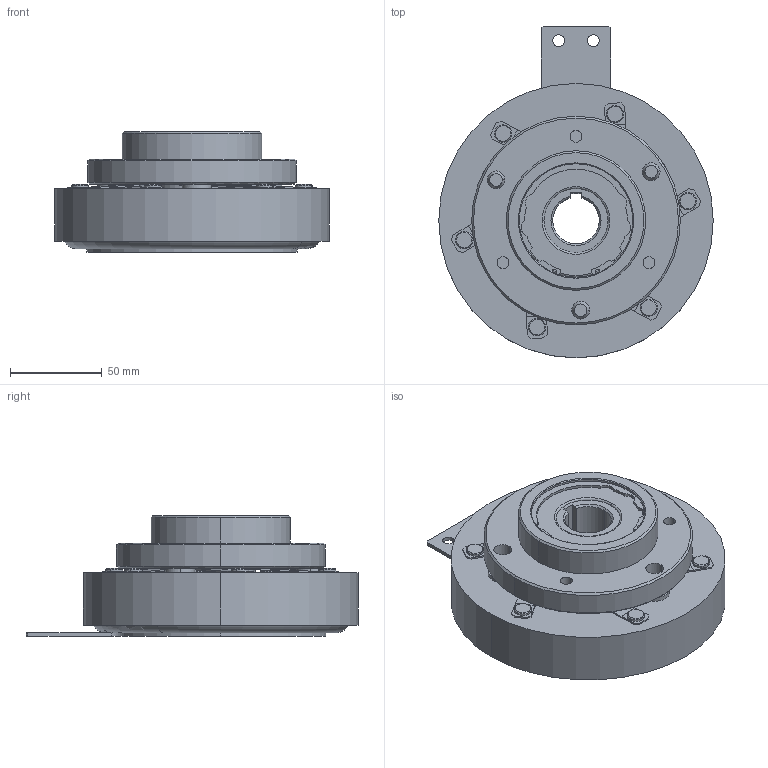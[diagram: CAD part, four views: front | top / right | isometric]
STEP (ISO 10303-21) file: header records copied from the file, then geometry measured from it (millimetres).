
FILE_DESCRIPTION (( 'STEP AP203' ), '1' );
FILE_NAME ('53541100_MGCL.STEP', '2016-07-17T23:12:47', ( '' ), ( '' ), 'SwSTEP 2.0', 'SolidWorks 2014', '' );
FILE_SCHEMA (( 'CONFIG_CONTROL_DESIGN' ));
Length unit declared in the file: millimetre
Products named in the file (1): 53541100_MGCL
Bounding box: 150 x 181.4 x 66 mm (x, y, z)
Volume: 738883.1 mm3; surface area: 113214.1 mm2
Topology: 1 solids, 9 shells, 483 faces, 1203 edges, 753 vertices
Faces by surface type: cylinder 199, plane 177, cone 91, torus 16
Entity records: 14608 total; most frequent: DIRECTION 2715, CARTESIAN_POINT 2550, ORIENTED_EDGE 2358, EDGE_CURVE 1179, AXIS2_PLACEMENT_3D 1076, VERTEX_POINT 753, CIRCLE 592, EDGE_LOOP 586
